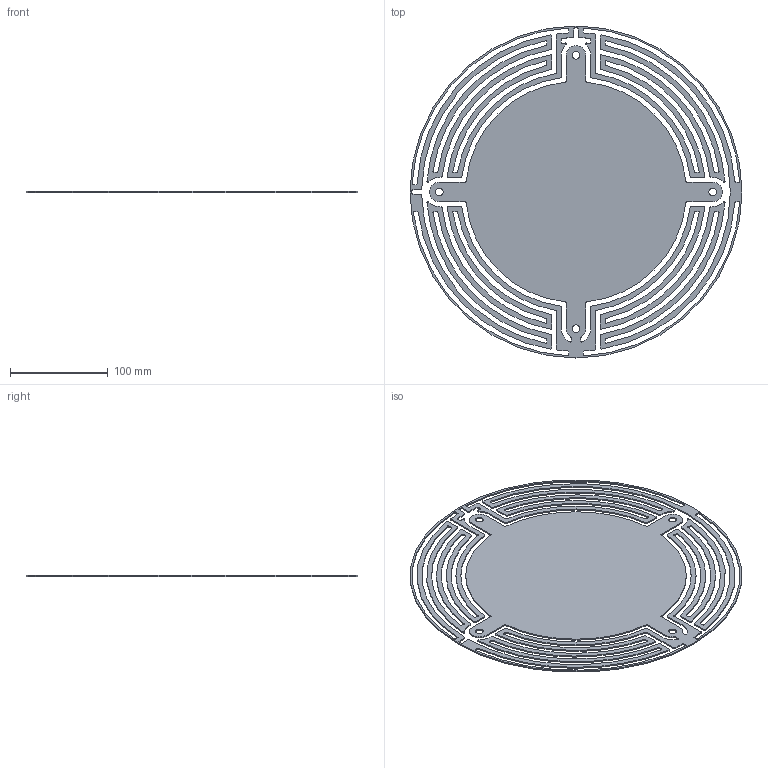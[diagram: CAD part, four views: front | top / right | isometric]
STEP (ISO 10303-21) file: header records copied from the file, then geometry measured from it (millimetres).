
FILE_DESCRIPTION (( 'STEP AP214' ), '1' );
FILE_NAME ('D1500264-v1.STEP', '2015-09-02T23:29:32', ( '' ), ( '' ), 'SwSTEP 2.0', 'SolidWorks 2015', '' );
FILE_SCHEMA (( 'AUTOMOTIVE_DESIGN' ));
Length unit declared in the file: millimetre
Products named in the file (1): D1500264-v1
Bounding box: 340 x 340 x 1.27 mm (x, y, z)
Volume: 83277.5 mm3; surface area: 145260.7 mm2
Topology: 1 solids, 1 shells, 277 faces, 825 edges, 550 vertices
Faces by surface type: cylinder 211, plane 66
Entity records: 9635 total; most frequent: DIRECTION 1803, CARTESIAN_POINT 1653, ORIENTED_EDGE 1650, EDGE_CURVE 825, AXIS2_PLACEMENT_3D 700, VERTEX_POINT 550, CIRCLE 422, LINE 403
